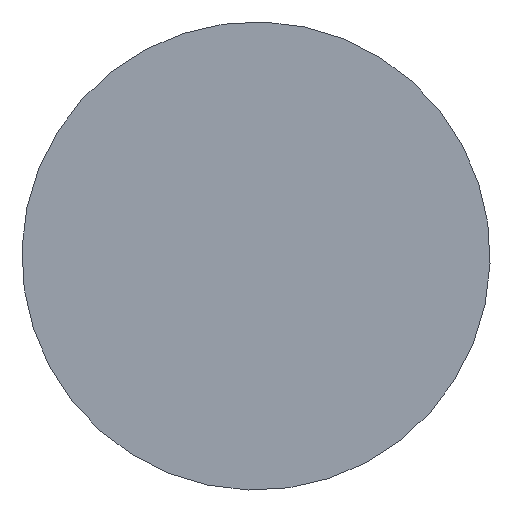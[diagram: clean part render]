
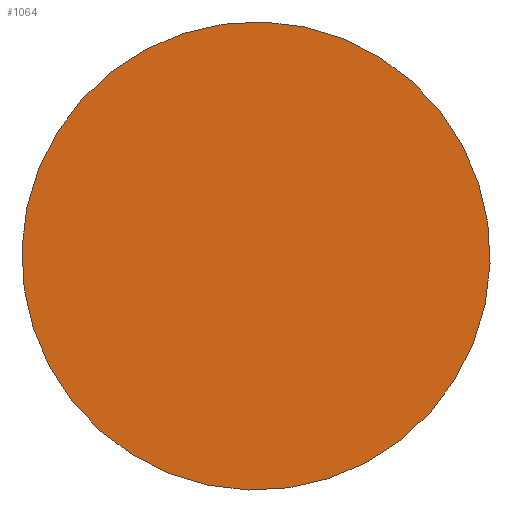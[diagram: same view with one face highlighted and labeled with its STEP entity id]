
A CAD part, left-side view. The second image highlights one B-rep face of the part: STEP entity #1064.
In plain terms, the highlighted planar face has unit normal (-1, 0, 0).
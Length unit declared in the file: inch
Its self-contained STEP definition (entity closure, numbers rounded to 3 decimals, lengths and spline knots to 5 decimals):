
#6 = EDGE_LOOP ( 'NONE', ( #1172, #374 ) ) ;
#7 = DIRECTION ( 'NONE',  ( -1., 0., 0. ) ) ;
#220 = CARTESIAN_POINT ( 'NONE',  ( -0.24, 0., 0. ) ) ;
#226 = DIRECTION ( 'NONE',  ( -1., 0., 0. ) ) ;
#244 = DIRECTION ( 'NONE',  ( 0., -0.033, 0.999 ) ) ;
#262 = AXIS2_PLACEMENT_3D ( 'NONE', #827, #7, #704 ) ;
#278 = AXIS2_PLACEMENT_3D ( 'NONE', #220, #226, #244 ) ;
#286 = CIRCLE ( 'NONE', #262, 0.0311 ) ;
#318 = FACE_OUTER_BOUND ( 'NONE', #6, .T. ) ;
#374 = ORIENTED_EDGE ( 'NONE', *, *, #1171, .T. ) ;
#421 = AXIS2_PLACEMENT_3D ( 'NONE', #607, #1307, #504 ) ;
#443 = VERTEX_POINT ( 'NONE', #832 ) ;
#504 = DIRECTION ( 'NONE',  ( 0., 0.033, -0.999 ) ) ;
#607 = CARTESIAN_POINT ( 'NONE',  ( -0.24, 0., 0. ) ) ;
#704 = DIRECTION ( 'NONE',  ( 0., -0.033, 0.999 ) ) ;
#706 = VERTEX_POINT ( 'NONE', #1126 ) ;
#827 = CARTESIAN_POINT ( 'NONE',  ( -0.24, 0., 0. ) ) ;
#832 = CARTESIAN_POINT ( 'NONE',  ( -0.24, 0.00104, -0.03108 ) ) ;
#920 = CIRCLE ( 'NONE', #278, 0.0311 ) ;
#1064 = ADVANCED_FACE ( 'NONE', ( #318 ), #1315, .F. ) ;
#1126 = CARTESIAN_POINT ( 'NONE',  ( -0.24, -0.00104, 0.03108 ) ) ;
#1171 = EDGE_CURVE ( 'NONE', #443, #706, #920, .T. ) ;
#1172 = ORIENTED_EDGE ( 'NONE', *, *, #1190, .T. ) ;
#1190 = EDGE_CURVE ( 'NONE', #706, #443, #286, .T. ) ;
#1307 = DIRECTION ( 'NONE',  ( 1., 0., 0. ) ) ;
#1315 = PLANE ( 'NONE',  #421 ) ;
